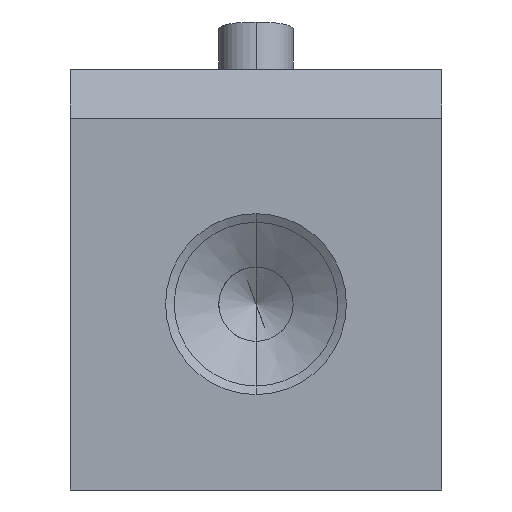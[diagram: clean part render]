
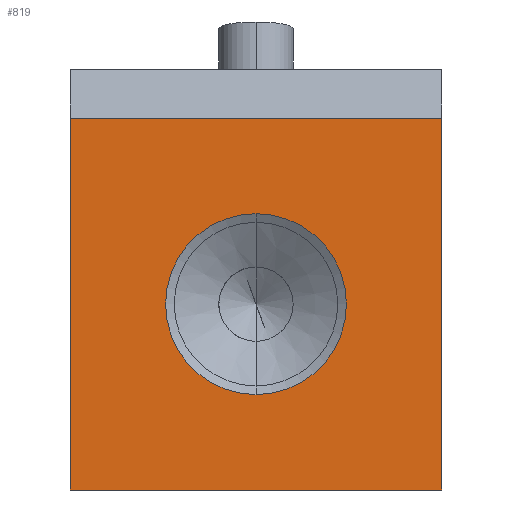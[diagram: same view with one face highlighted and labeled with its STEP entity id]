
A CAD part, front view. The second image highlights one B-rep face of the part: STEP entity #819.
In plain terms, the highlighted planar face has unit normal (0, -1, 0).
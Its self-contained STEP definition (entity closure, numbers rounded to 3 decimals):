
#602=CARTESIAN_POINT('',(-1.331,-124.977,-20.0));
#603=VERTEX_POINT('',#602);
#610=CARTESIAN_POINT('',(-1.331,-124.977,0.0));
#611=VERTEX_POINT('',#610);
#612=CARTESIAN_POINT('',(-1.331,-124.977,-12.6));
#613=DIRECTION('',(0.0,0.0,-1.0));
#614=VECTOR('',#613,1.0);
#615=LINE('',#612,#614);
#616=EDGE_CURVE('n� 1974',#611,#603,#615,.T.);
#753=CARTESIAN_POINT('',(18.669,-124.977,-20.0));
#754=VERTEX_POINT('',#753);
#761=CARTESIAN_POINT('',(11.269,-124.977,-20.0));
#762=DIRECTION('',(-1.0,0.0,0.0));
#763=VECTOR('',#762,1.0);
#764=LINE('',#761,#763);
#765=EDGE_CURVE('n� 2081',#754,#603,#764,.T.);
#776=CARTESIAN_POINT('',(8.669,-124.977,-5.135));
#777=VERTEX_POINT('',#776);
#778=CARTESIAN_POINT('',(8.669,-124.977,-14.865));
#779=VERTEX_POINT('',#778);
#780=CARTESIAN_POINT('',(8.669,-124.977,-10.0));
#781=DIRECTION('',(0.0,1.0,0.0));
#782=DIRECTION('',(0.0,0.0,1.0));
#783=AXIS2_PLACEMENT_3D('',#780,#781,#782);
#784=CIRCLE('',#783,4.865);
#785=EDGE_CURVE('n� 2094',#777,#779,#784,.T.);
#786=ORIENTED_EDGE('',*,*,#785,.T.);
#787=CARTESIAN_POINT('',(8.669,-124.977,-10.0));
#788=DIRECTION('',(0.0,1.0,0.0));
#789=DIRECTION('',(0.0,0.0,1.0));
#790=AXIS2_PLACEMENT_3D('',#787,#788,#789);
#791=CIRCLE('',#790,4.865);
#792=EDGE_CURVE('n� 2098',#779,#777,#791,.T.);
#793=ORIENTED_EDGE('',*,*,#792,.T.);
#794=EDGE_LOOP('',(#786,#793));
#795=FACE_BOUND('',#794,.T.);
#796=ORIENTED_EDGE('',*,*,#616,.T.);
#797=ORIENTED_EDGE('',*,*,#765,.F.);
#798=CARTESIAN_POINT('',(18.669,-124.977,0.0));
#799=VERTEX_POINT('',#798);
#800=CARTESIAN_POINT('',(18.669,-124.977,-12.6));
#801=DIRECTION('',(0.0,0.0,-1.0));
#802=VECTOR('',#801,1.0);
#803=LINE('',#800,#802);
#804=EDGE_CURVE('n� 2109',#799,#754,#803,.T.);
#805=ORIENTED_EDGE('',*,*,#804,.F.);
#806=CARTESIAN_POINT('',(11.269,-124.977,0.0));
#807=DIRECTION('',(-1.0,0.0,0.0));
#808=VECTOR('',#807,1.0);
#809=LINE('',#806,#808);
#810=EDGE_CURVE('n� 2113',#799,#611,#809,.T.);
#811=ORIENTED_EDGE('',*,*,#810,.T.);
#812=EDGE_LOOP('',(#796,#797,#805,#811));
#813=FACE_OUTER_BOUND('',#812,.T.);
#814=CARTESIAN_POINT('',(11.269,-124.977,-12.6));
#815=DIRECTION('',(0.0,1.0,0.0));
#816=DIRECTION('',(-1.0,0.0,0.0));
#817=AXIS2_PLACEMENT_3D('',#814,#815,#816);
#818=PLANE('',#817);
#819=ADVANCED_FACE('n� 2085',(#795,#813),#818,.F.);
